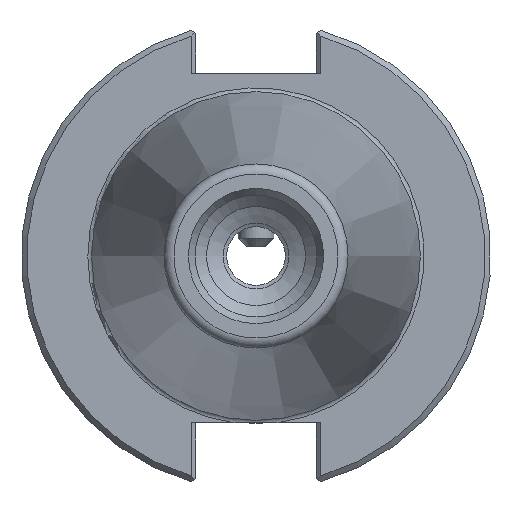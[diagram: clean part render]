
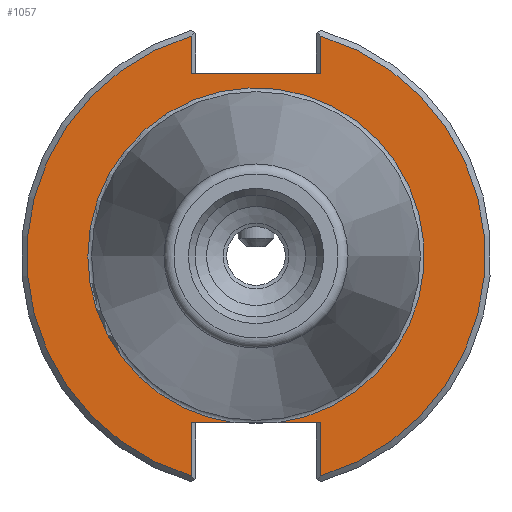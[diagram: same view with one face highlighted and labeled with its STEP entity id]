
A CAD part, left-side view. The second image highlights one B-rep face of the part: STEP entity #1057.
In plain terms, the highlighted planar face has unit normal (-1, 0, 0).
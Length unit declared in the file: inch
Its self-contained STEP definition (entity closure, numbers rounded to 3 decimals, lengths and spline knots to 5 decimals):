
#587=CARTESIAN_POINT('',(0.125,0.345,0.972));
#588=VERTEX_POINT('',#587);
#595=CARTESIAN_POINT('',(0.125,-0.345,0.972));
#596=VERTEX_POINT('',#595);
#597=CARTESIAN_POINT('',(0.125,0.345,0.972));
#598=DIRECTION('',(0.0,-1.0,0.0));
#599=VECTOR('',#598,0.69);
#600=LINE('',#597,#599);
#601=EDGE_CURVE('',#588,#596,#600,.T.);
#947=CARTESIAN_POINT('',(0.125,-0.11172,-0.888));
#948=VERTEX_POINT('',#947);
#949=CARTESIAN_POINT('',(0.125,0.11172,-0.888));
#950=VERTEX_POINT('',#949);
#965=CARTESIAN_POINT('',(0.125,0.0,0.0));
#966=DIRECTION('',(-1.0,0.0,0.0));
#967=DIRECTION('',(0.0,-1.0,0.0));
#968=AXIS2_PLACEMENT_3D('',#965,#966,#967);
#969=CIRCLE('',#968,0.895);
#970=EDGE_CURVE('',#948,#950,#969,.T.);
#986=CARTESIAN_POINT('',(0.125,1.0625,0.0));
#987=DIRECTION('',(-1.0,0.0,0.0));
#988=DIRECTION('',(0.0,0.0,1.0));
#989=AXIS2_PLACEMENT_3D('',#986,#987,#988);
#990=PLANE('',#989);
#991=ORIENTED_EDGE('',*,*,#970,.F.);
#992=CARTESIAN_POINT('',(0.125,-0.345,-0.888));
#993=VERTEX_POINT('',#992);
#994=CARTESIAN_POINT('',(0.125,-0.345,-0.888));
#995=DIRECTION('',(0.0,1.0,0.0));
#996=VECTOR('',#995,0.23328);
#997=LINE('',#994,#996);
#998=EDGE_CURVE('',#993,#948,#997,.T.);
#999=ORIENTED_EDGE('',*,*,#998,.F.);
#1000=CARTESIAN_POINT('',(0.125,-0.345,-1.1702));
#1001=VERTEX_POINT('',#1000);
#1002=CARTESIAN_POINT('',(0.125,-0.345,-1.1702));
#1003=DIRECTION('',(0.0,0.0,1.0));
#1004=VECTOR('',#1003,0.2822);
#1005=LINE('',#1002,#1004);
#1006=EDGE_CURVE('',#1001,#993,#1005,.T.);
#1007=ORIENTED_EDGE('',*,*,#1006,.F.);
#1008=CARTESIAN_POINT('',(0.125,-0.345,1.1702));
#1009=VERTEX_POINT('',#1008);
#1010=CARTESIAN_POINT('',(0.125,0.0,0.0));
#1011=DIRECTION('',(1.0,0.0,0.0));
#1012=DIRECTION('',(0.0,-1.0,0.0));
#1013=AXIS2_PLACEMENT_3D('',#1010,#1011,#1012);
#1014=CIRCLE('',#1013,1.22);
#1015=EDGE_CURVE('',#1009,#1001,#1014,.T.);
#1016=ORIENTED_EDGE('',*,*,#1015,.F.);
#1017=CARTESIAN_POINT('',(0.125,-0.345,0.972));
#1018=DIRECTION('',(0.0,0.0,1.0));
#1019=VECTOR('',#1018,0.1982);
#1020=LINE('',#1017,#1019);
#1021=EDGE_CURVE('',#596,#1009,#1020,.T.);
#1022=ORIENTED_EDGE('',*,*,#1021,.F.);
#1023=ORIENTED_EDGE('',*,*,#601,.F.);
#1024=CARTESIAN_POINT('',(0.125,0.345,1.1702));
#1025=VERTEX_POINT('',#1024);
#1026=CARTESIAN_POINT('',(0.125,0.345,1.1702));
#1027=DIRECTION('',(0.0,0.0,-1.0));
#1028=VECTOR('',#1027,0.1982);
#1029=LINE('',#1026,#1028);
#1030=EDGE_CURVE('',#1025,#588,#1029,.T.);
#1031=ORIENTED_EDGE('',*,*,#1030,.F.);
#1032=CARTESIAN_POINT('',(0.125,0.345,-1.1702));
#1033=VERTEX_POINT('',#1032);
#1034=CARTESIAN_POINT('',(0.125,0.0,0.0));
#1035=DIRECTION('',(1.0,0.0,0.0));
#1036=DIRECTION('',(0.0,1.0,0.0));
#1037=AXIS2_PLACEMENT_3D('',#1034,#1035,#1036);
#1038=CIRCLE('',#1037,1.22);
#1039=EDGE_CURVE('',#1033,#1025,#1038,.T.);
#1040=ORIENTED_EDGE('',*,*,#1039,.F.);
#1041=CARTESIAN_POINT('',(0.125,0.345,-0.888));
#1042=VERTEX_POINT('',#1041);
#1043=CARTESIAN_POINT('',(0.125,0.345,-0.888));
#1044=DIRECTION('',(0.0,0.0,-1.0));
#1045=VECTOR('',#1044,0.2822);
#1046=LINE('',#1043,#1045);
#1047=EDGE_CURVE('',#1042,#1033,#1046,.T.);
#1048=ORIENTED_EDGE('',*,*,#1047,.F.);
#1049=CARTESIAN_POINT('',(0.125,0.11172,-0.888));
#1050=DIRECTION('',(0.0,1.0,0.0));
#1051=VECTOR('',#1050,0.23328);
#1052=LINE('',#1049,#1051);
#1053=EDGE_CURVE('',#950,#1042,#1052,.T.);
#1054=ORIENTED_EDGE('',*,*,#1053,.F.);
#1055=EDGE_LOOP('',(#991,#999,#1007,#1016,#1022,#1023,#1031,#1040,#1048,#1054));
#1056=FACE_OUTER_BOUND('',#1055,.T.);
#1057=ADVANCED_FACE('',(#1056),#990,.T.);
